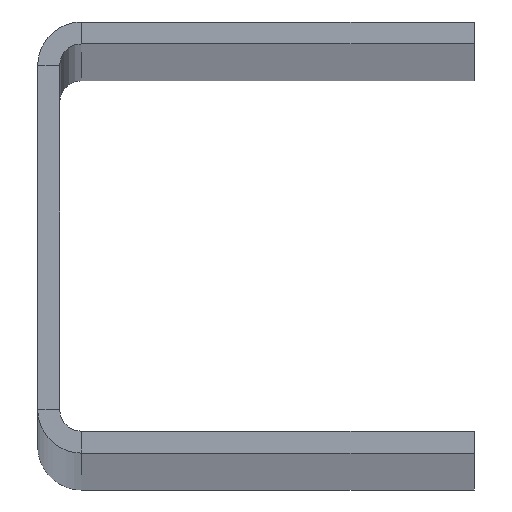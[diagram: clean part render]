
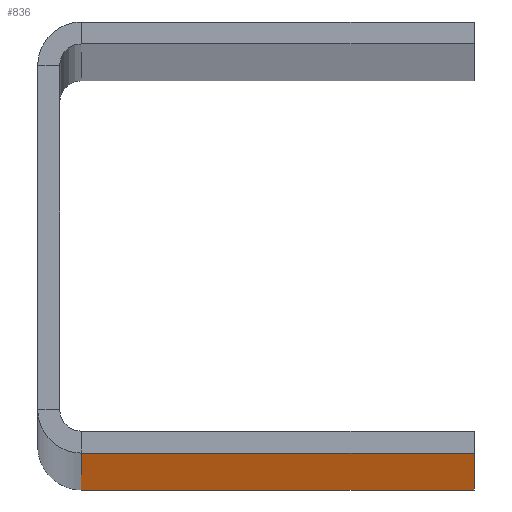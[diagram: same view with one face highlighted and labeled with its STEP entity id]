
A CAD part, top view. The second image highlights one B-rep face of the part: STEP entity #836.
In plain terms, the highlighted planar face has unit normal (0, -1, 0).
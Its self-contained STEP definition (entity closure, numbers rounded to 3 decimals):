
#24 = VECTOR ( 'NONE', #793, 1000. ) ;
#134 = PLANE ( 'NONE',  #422 ) ;
#154 = LINE ( 'NONE', #335, #24 ) ;
#185 = FACE_OUTER_BOUND ( 'NONE', #309, .T. ) ;
#194 = CARTESIAN_POINT ( 'NONE',  ( 0., -19.75, 968. ) ) ;
#231 = DIRECTION ( 'NONE',  ( 1., 0., 0. ) ) ;
#255 = VERTEX_POINT ( 'NONE', #510 ) ;
#257 = CARTESIAN_POINT ( 'NONE',  ( 4., -19.75, 968. ) ) ;
#263 = DIRECTION ( 'NONE',  ( 0., 1., 0. ) ) ;
#272 = VERTEX_POINT ( 'NONE', #634 ) ;
#309 = EDGE_LOOP ( 'NONE', ( #432, #342, #449, #402 ) ) ;
#318 = DIRECTION ( 'NONE',  ( 1., 0., 0. ) ) ;
#335 = CARTESIAN_POINT ( 'NONE',  ( 40., -19.75, 968. ) ) ;
#342 = ORIENTED_EDGE ( 'NONE', *, *, #828, .F. ) ;
#396 = CARTESIAN_POINT ( 'NONE',  ( 0., -19.75, 968. ) ) ;
#398 = VECTOR ( 'NONE', #318, 1000. ) ;
#402 = ORIENTED_EDGE ( 'NONE', *, *, #681, .T. ) ;
#416 = EDGE_CURVE ( 'NONE', #559, #524, #800, .T. ) ;
#422 = AXIS2_PLACEMENT_3D ( 'NONE', #396, #263, #787 ) ;
#432 = ORIENTED_EDGE ( 'NONE', *, *, #512, .T. ) ;
#438 = CARTESIAN_POINT ( 'NONE',  ( 40., -19.75, 968. ) ) ;
#449 = ORIENTED_EDGE ( 'NONE', *, *, #416, .F. ) ;
#510 = CARTESIAN_POINT ( 'NONE',  ( 4., -19.75, -968. ) ) ;
#512 = EDGE_CURVE ( 'NONE', #255, #272, #564, .T. ) ;
#524 = VERTEX_POINT ( 'NONE', #438 ) ;
#559 = VERTEX_POINT ( 'NONE', #826 ) ;
#564 = LINE ( 'NONE', #822, #695 ) ;
#634 = CARTESIAN_POINT ( 'NONE',  ( 40., -19.75, -968. ) ) ;
#681 = EDGE_CURVE ( 'NONE', #559, #255, #824, .T. ) ;
#695 = VECTOR ( 'NONE', #231, 1000. ) ;
#729 = VECTOR ( 'NONE', #835, 1000. ) ;
#787 = DIRECTION ( 'NONE',  ( -1., 0., 0. ) ) ;
#793 = DIRECTION ( 'NONE',  ( 0., 0., -1. ) ) ;
#800 = LINE ( 'NONE', #194, #398 ) ;
#822 = CARTESIAN_POINT ( 'NONE',  ( 0., -19.75, -968. ) ) ;
#824 = LINE ( 'NONE', #257, #729 ) ;
#826 = CARTESIAN_POINT ( 'NONE',  ( 4., -19.75, 968. ) ) ;
#828 = EDGE_CURVE ( 'NONE', #524, #272, #154, .T. ) ;
#835 = DIRECTION ( 'NONE',  ( 0., 0., -1. ) ) ;
#836 = ADVANCED_FACE ( 'NONE', ( #185 ), #134, .F. ) ;
